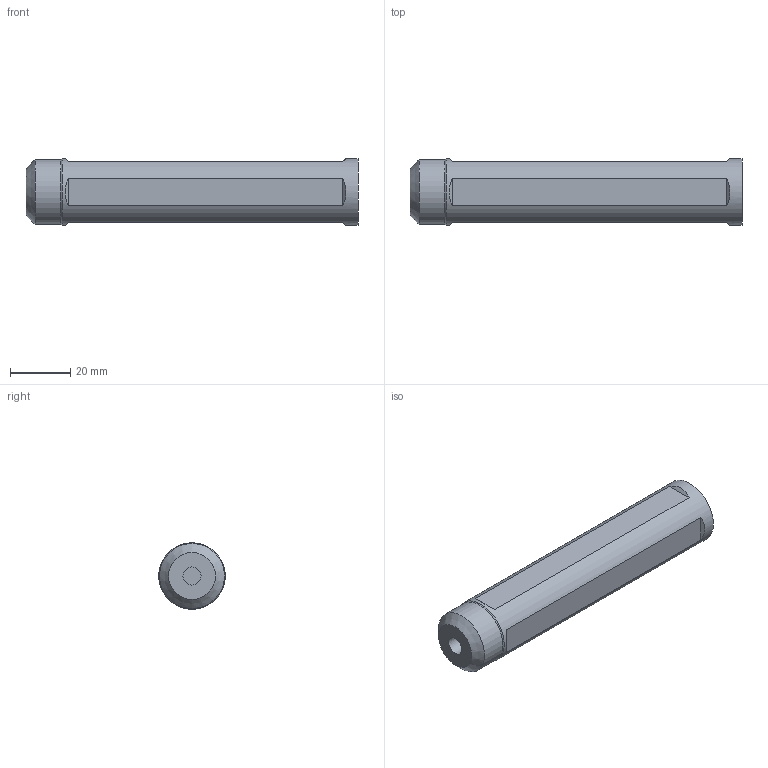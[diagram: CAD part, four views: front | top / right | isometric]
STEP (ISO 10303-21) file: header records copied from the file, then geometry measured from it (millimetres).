
FILE_DESCRIPTION(/* description */ (''),/* implementation_level */ '2;1');
FILE_NAME(/* name */ 'APCH-22-6-L110-H.stp',/* time_stamp */ '2024-12-09T21:13:58+03:00',/* author */ (''),/* organization */ (''),/* preprocessor_version */ 'ST-DEVELOPER v19.4',/* originating_system */ 'SIEMENS PLM Software NX2306.9102',/* authorisation */ '');
FILE_SCHEMA (('AUTOMOTIVE_DESIGN { 1 0 10303 214 3 1 1 1 }'));
Length unit declared in the file: millimetre
Products named in the file (1): APCH-22-6-L110-H-LIGHT_objects
Bounding box: 110 x 22 x 22 mm (x, y, z)
Volume: 38380 mm3; surface area: 8577.9 mm2
Topology: 1 solids, 1 shells, 20 faces, 41 edges, 27 vertices
Faces by surface type: plane 15, cylinder 3, cone 2
Full cylindrical faces by diameter (mm): 6 x1, 21.5 x1, 22 x1
Entity records: 509 total; most frequent: DIRECTION 90, CARTESIAN_POINT 76, ORIENTED_EDGE 62, AXIS2_PLACEMENT_3D 37, EDGE_CURVE 31, EDGE_LOOP 30, VERTEX_POINT 23, ADVANCED_FACE 20
